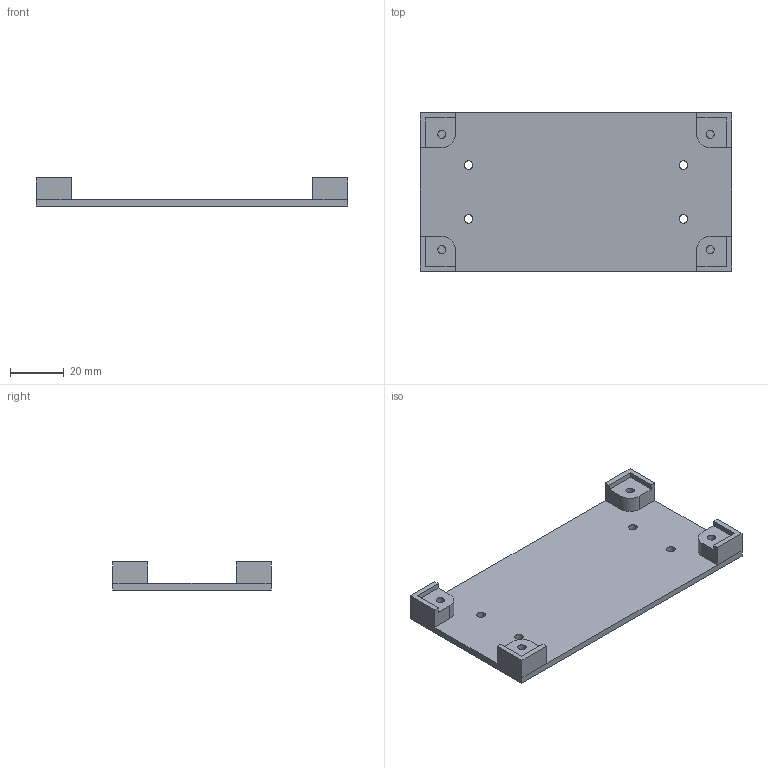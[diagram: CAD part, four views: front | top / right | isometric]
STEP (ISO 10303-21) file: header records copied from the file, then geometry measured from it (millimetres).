
FILE_DESCRIPTION(('FreeCAD Model'),'2;1');
FILE_NAME('Open CASCADE Shape Model','2024-09-07T11:26:49',(''),(''), 'Open CASCADE STEP processor 7.6','FreeCAD','Unknown');
FILE_SCHEMA(('AUTOMOTIVE_DESIGN { 1 0 10303 214 1 1 1 1 }'));
Length unit declared in the file: millimetre
Products named in the file (1): Holder-Technics
Bounding box: 116 x 59 x 10.5 mm (x, y, z)
Volume: 21089.3 mm3; surface area: 16518.3 mm2
Topology: 1 solids, 1 shells, 54 faces, 132 edges, 84 vertices
Faces by surface type: plane 42, cylinder 12
Full cylindrical faces by diameter (mm): 3.05 x4, 3.2 x4
Entity records: 1602 total; most frequent: CARTESIAN_POINT 271, DIRECTION 266, ORIENTED_EDGE 264, EDGE_CURVE 132, LINE 108, VECTOR 108, VERTEX_POINT 84, AXIS2_PLACEMENT_3D 79
